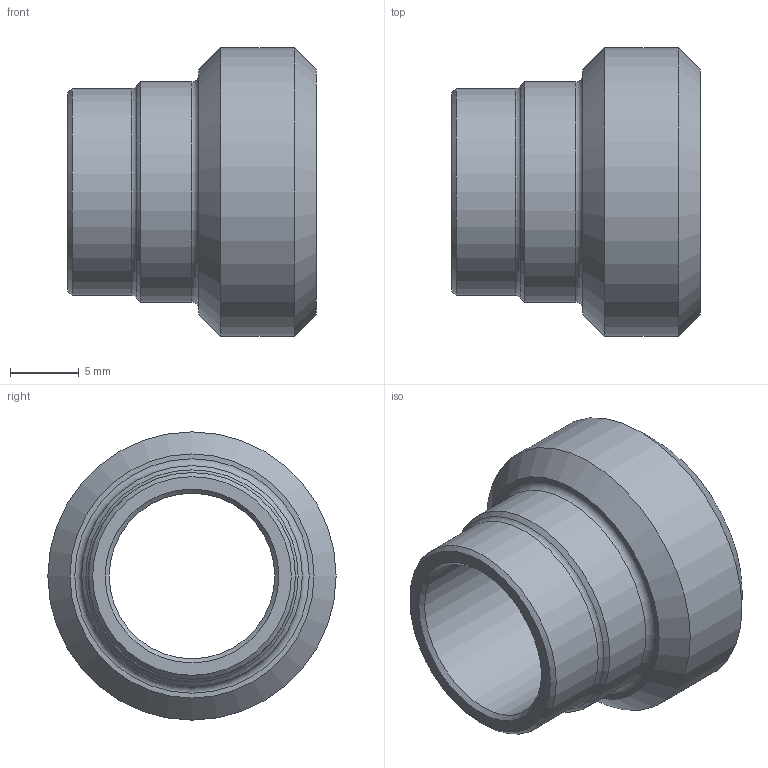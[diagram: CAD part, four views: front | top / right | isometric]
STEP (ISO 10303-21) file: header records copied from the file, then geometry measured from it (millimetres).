
FILE_DESCRIPTION(/* description */ (''),/* implementation_level */ '2;1');
FILE_NAME(/* name */ '3D_R666-SG-15-DN15_17113718.stp',/* time_stamp */ '2021-06-22T11:16:56+02:00',/* author */ ('cad'),/* organization */ (''),/* preprocessor_version */ 'ST-DEVELOPER v18.1',/* originating_system */ 'Autodesk Inventor 2022',/* authorisation */ '');
FILE_SCHEMA (('AUTOMOTIVE_DESIGN { 1 0 10303 214 3 1 1 }'));
Length unit declared in the file: millimetre
Products named in the file (1): 3D_R666-SG-15-DN15_17113718
Bounding box: 18 x 20.9 x 20.9 mm (x, y, z)
Volume: 2505.3 mm3; surface area: 1981.3 mm2
Topology: 1 solids, 1 shells, 15 faces, 35 edges, 23 vertices
Faces by surface type: cone 6, cylinder 4, plane 3, torus 2
Full cylindrical faces by diameter (mm): 12 x1, 15 x1, 16 x1, 20.9 x1
Entity records: 491 total; most frequent: DIRECTION 92, CARTESIAN_POINT 74, ORIENTED_EDGE 70, AXIS2_PLACEMENT_3D 41, EDGE_CURVE 35, CIRCLE 25, VERTEX_POINT 23, EDGE_LOOP 18
